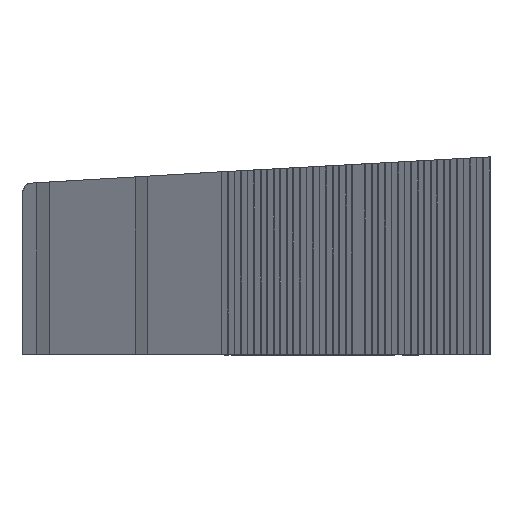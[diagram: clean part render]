
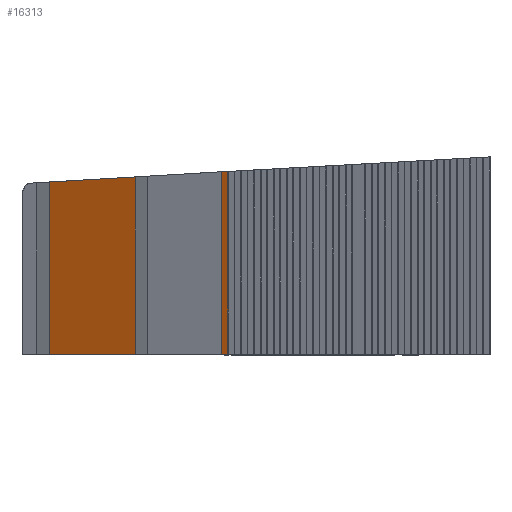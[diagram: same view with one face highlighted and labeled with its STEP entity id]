
A CAD part, top view. The second image highlights one B-rep face of the part: STEP entity #16313.
In plain terms, the highlighted planar face has unit normal (-0.526, 0, 0.851).
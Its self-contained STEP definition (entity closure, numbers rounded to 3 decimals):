
#16042 = PLANE('',#16043);
#16043 = AXIS2_PLACEMENT_3D('',#16044,#16045,#16046);
#16044 = CARTESIAN_POINT('',(4.895,-84.046,0.));
#16045 = DIRECTION('',(0.058,-0.998,0.));
#16046 = DIRECTION('',(0.,0.,-1.));
#16068 = PLANE('',#16069);
#16069 = AXIS2_PLACEMENT_3D('',#16070,#16071,#16072);
#16070 = CARTESIAN_POINT('',(-6932.039,-20.197,
    -9874.187));
#16071 = DIRECTION('',(0.609,0.,-0.794));
#16072 = DIRECTION('',(0.,-1.,0.));
#16094 = PLANE('',#16095);
#16095 = AXIS2_PLACEMENT_3D('',#16096,#16097,#16098);
#16096 = CARTESIAN_POINT('',(0.,0.,-7500.));
#16097 = DIRECTION('',(0.,-1.,-0.));
#16098 = DIRECTION('',(1.,0.,0.));
#16118 = PLANE('',#16119);
#16119 = AXIS2_PLACEMENT_3D('',#16120,#16121,#16122);
#16120 = CARTESIAN_POINT('',(8612.554,-45.2,
    9172.476));
#16121 = DIRECTION('',(0.851,0.,0.526));
#16122 = DIRECTION('',(0.,-1.,0.));
#16134 = VERTEX_POINT('',#16135);
#16135 = CARTESIAN_POINT('',(11636.707,593.43,
    4279.344));
#16154 = EDGE_CURVE('',#16155,#16134,#16157,.T.);
#16155 = VERTEX_POINT('',#16156);
#16156 = CARTESIAN_POINT('',(11056.924,559.661,
    3921.015));
#16157 = SURFACE_CURVE('',#16158,(#16162,#16168),.PCURVE_S1.);
#16158 = LINE('',#16159,#16160);
#16159 = CARTESIAN_POINT('',(6114.301,271.787,
    866.274));
#16160 = VECTOR('',#16161,1.);
#16161 = DIRECTION('',(0.85,0.049,0.525)
  );
#16162 = PCURVE('',#16042,#16163);
#16163 = DEFINITIONAL_REPRESENTATION('',(#16164),#16167);
#16164 = B_SPLINE_CURVE_WITH_KNOTS('',1,(#16165,#16166),.UNSPECIFIED.,
  .F.,.F.,(2,2),(5549.001,6954.866),
  .PIECEWISE_BEZIER_KNOTS.);
#16165 = CARTESIAN_POINT('',(-3780.004,10842.215));
#16166 = CARTESIAN_POINT('',(-4518.212,12038.671));
#16167 = ( GEOMETRIC_REPRESENTATION_CONTEXT(2) 
PARAMETRIC_REPRESENTATION_CONTEXT() REPRESENTATION_CONTEXT('2D SPACE',''
  ) );
#16168 = PCURVE('',#16169,#16174);
#16169 = PLANE('',#16170);
#16170 = AXIS2_PLACEMENT_3D('',#16171,#16172,#16173);
#16171 = CARTESIAN_POINT('',(10948.006,22.278,
    3853.699));
#16172 = DIRECTION('',(-0.526,0.,0.851)
  );
#16173 = DIRECTION('',(0.851,0.,0.526));
#16174 = DEFINITIONAL_REPRESENTATION('',(#16175),#16178);
#16175 = B_SPLINE_CURVE_WITH_KNOTS('',1,(#16176,#16177),.UNSPECIFIED.,
  .F.,.F.,(2,2),(5549.001,6954.866),
  .PIECEWISE_BEZIER_KNOTS.);
#16176 = CARTESIAN_POINT('',(-140.175,524.095));
#16177 = CARTESIAN_POINT('',(1263.968,593.663));
#16178 = ( GEOMETRIC_REPRESENTATION_CONTEXT(2) 
PARAMETRIC_REPRESENTATION_CONTEXT() REPRESENTATION_CONTEXT('2D SPACE',''
  ) );
#16203 = VERTEX_POINT('',#16204);
#16204 = CARTESIAN_POINT('',(11636.707,0.,4279.344));
#16225 = EDGE_CURVE('',#16203,#16134,#16226,.T.);
#16226 = SURFACE_CURVE('',#16227,(#16231,#16237),.PCURVE_S1.);
#16227 = LINE('',#16228,#16229);
#16228 = CARTESIAN_POINT('',(11636.707,-11.461,
    4279.344));
#16229 = VECTOR('',#16230,1.);
#16230 = DIRECTION('',(0.,1.,0.));
#16231 = PCURVE('',#16118,#16232);
#16232 = DEFINITIONAL_REPRESENTATION('',(#16233),#16236);
#16233 = B_SPLINE_CURVE_WITH_KNOTS('',1,(#16234,#16235),.UNSPECIFIED.,
  .F.,.F.,(2,2),(-641.013,773.253),
  .PIECEWISE_BEZIER_KNOTS.);
#16234 = CARTESIAN_POINT('',(607.274,5752.238));
#16235 = CARTESIAN_POINT('',(-806.992,5752.238));
#16236 = ( GEOMETRIC_REPRESENTATION_CONTEXT(2) 
PARAMETRIC_REPRESENTATION_CONTEXT() REPRESENTATION_CONTEXT('2D SPACE',''
  ) );
#16237 = PCURVE('',#16169,#16238);
#16238 = DEFINITIONAL_REPRESENTATION('',(#16239),#16242);
#16239 = B_SPLINE_CURVE_WITH_KNOTS('',1,(#16240,#16241),.UNSPECIFIED.,
  .F.,.F.,(2,2),(-641.013,773.253),
  .PIECEWISE_BEZIER_KNOTS.);
#16240 = CARTESIAN_POINT('',(809.619,-674.752));
#16241 = CARTESIAN_POINT('',(809.619,739.514));
#16242 = ( GEOMETRIC_REPRESENTATION_CONTEXT(2) 
PARAMETRIC_REPRESENTATION_CONTEXT() REPRESENTATION_CONTEXT('2D SPACE',''
  ) );
#16248 = VERTEX_POINT('',#16249);
#16249 = CARTESIAN_POINT('',(11056.924,0.,3921.015));
#16270 = EDGE_CURVE('',#16248,#16203,#16271,.T.);
#16271 = SURFACE_CURVE('',#16272,(#16276,#16282),.PCURVE_S1.);
#16272 = LINE('',#16273,#16274);
#16273 = CARTESIAN_POINT('',(4448.227,0.,
    -163.427));
#16274 = VECTOR('',#16275,1.);
#16275 = DIRECTION('',(0.851,0.,0.526));
#16276 = PCURVE('',#16094,#16277);
#16277 = DEFINITIONAL_REPRESENTATION('',(#16278),#16281);
#16278 = B_SPLINE_CURVE_WITH_KNOTS('',1,(#16279,#16280),.UNSPECIFIED.,
  .F.,.F.,(2,2),(7700.854,8518.747),
  .PIECEWISE_BEZIER_KNOTS.);
#16279 = CARTESIAN_POINT('',(10998.945,11385.182));
#16280 = CARTESIAN_POINT('',(11694.686,11815.177));
#16281 = ( GEOMETRIC_REPRESENTATION_CONTEXT(2) 
PARAMETRIC_REPRESENTATION_CONTEXT() REPRESENTATION_CONTEXT('2D SPACE',''
  ) );
#16282 = PCURVE('',#16169,#16283);
#16283 = DEFINITIONAL_REPRESENTATION('',(#16284),#16287);
#16284 = B_SPLINE_CURVE_WITH_KNOTS('',1,(#16285,#16286),.UNSPECIFIED.,
  .F.,.F.,(2,2),(7700.854,8518.747),
  .PIECEWISE_BEZIER_KNOTS.);
#16285 = CARTESIAN_POINT('',(59.883,-22.278));
#16286 = CARTESIAN_POINT('',(877.776,-22.278));
#16287 = ( GEOMETRIC_REPRESENTATION_CONTEXT(2) 
PARAMETRIC_REPRESENTATION_CONTEXT() REPRESENTATION_CONTEXT('2D SPACE',''
  ) );
#16293 = EDGE_CURVE('',#16248,#16155,#16294,.T.);
#16294 = SURFACE_CURVE('',#16295,(#16299,#16305),.PCURVE_S1.);
#16295 = LINE('',#16296,#16297);
#16296 = CARTESIAN_POINT('',(11056.924,1.04,
    3921.015));
#16297 = VECTOR('',#16298,1.);
#16298 = DIRECTION('',(0.,1.,0.));
#16299 = PCURVE('',#16068,#16300);
#16300 = DEFINITIONAL_REPRESENTATION('',(#16301),#16304);
#16301 = B_SPLINE_CURVE_WITH_KNOTS('',1,(#16302,#16303),.UNSPECIFIED.,
  .F.,.F.,(2,2),(-648.253,702.876),
  .PIECEWISE_BEZIER_KNOTS.);
#16302 = CARTESIAN_POINT('',(627.016,-22669.591));
#16303 = CARTESIAN_POINT('',(-724.113,-22669.591));
#16304 = ( GEOMETRIC_REPRESENTATION_CONTEXT(2) 
PARAMETRIC_REPRESENTATION_CONTEXT() REPRESENTATION_CONTEXT('2D SPACE',''
  ) );
#16305 = PCURVE('',#16169,#16306);
#16306 = DEFINITIONAL_REPRESENTATION('',(#16307),#16310);
#16307 = B_SPLINE_CURVE_WITH_KNOTS('',1,(#16308,#16309),.UNSPECIFIED.,
  .F.,.F.,(2,2),(-648.253,702.876),
  .PIECEWISE_BEZIER_KNOTS.);
#16308 = CARTESIAN_POINT('',(128.04,-669.49));
#16309 = CARTESIAN_POINT('',(128.04,681.639));
#16310 = ( GEOMETRIC_REPRESENTATION_CONTEXT(2) 
PARAMETRIC_REPRESENTATION_CONTEXT() REPRESENTATION_CONTEXT('2D SPACE',''
  ) );
#16313 = ADVANCED_FACE('',(#16314),#16169,.T.);
#16314 = FACE_BOUND('',#16315,.T.);
#16315 = EDGE_LOOP('',(#16316,#16317,#16318,#16319));
#16316 = ORIENTED_EDGE('',*,*,#16154,.F.);
#16317 = ORIENTED_EDGE('',*,*,#16293,.F.);
#16318 = ORIENTED_EDGE('',*,*,#16270,.T.);
#16319 = ORIENTED_EDGE('',*,*,#16225,.T.);
